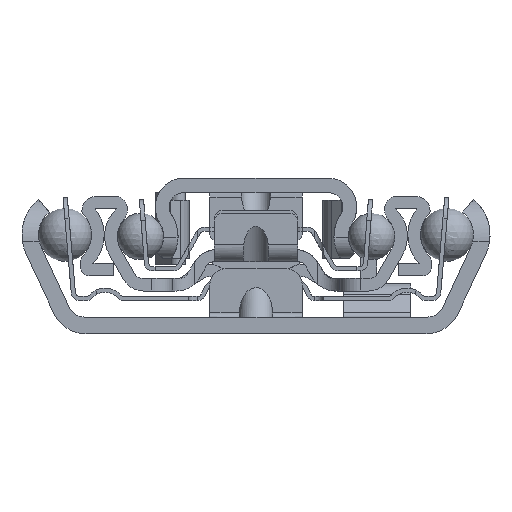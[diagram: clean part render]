
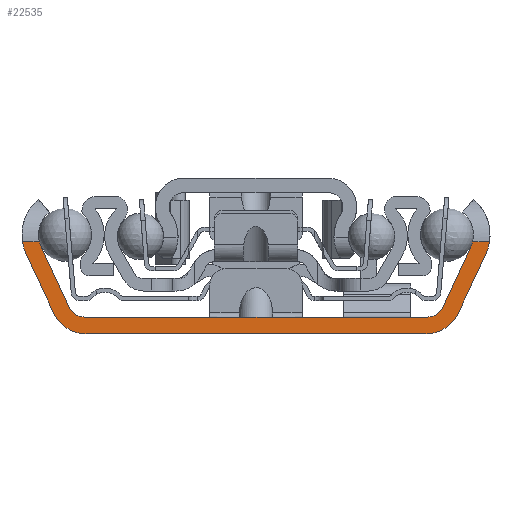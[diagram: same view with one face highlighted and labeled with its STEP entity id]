
A CAD part, left-side view. The second image highlights one B-rep face of the part: STEP entity #22535.
In plain terms, the highlighted planar face has unit normal (-1, 0, 0).
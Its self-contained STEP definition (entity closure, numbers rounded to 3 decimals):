
#397=PLANE('',#24214);
#1367=FACE_OUTER_BOUND('',#2561,.T.);
#2561=EDGE_LOOP('',(#15910,#15911,#15912,#15913,#15914,#15915,#15916,#15917,
#15918,#15919,#15920,#15921,#15922,#15923,#15924,#15925));
#3655=LINE('',#33307,#5759);
#3801=LINE('',#33768,#5905);
#3883=LINE('',#34940,#5987);
#3884=LINE('',#34955,#5988);
#3914=LINE('',#35097,#6018);
#3916=LINE('',#35104,#6020);
#3919=LINE('',#35113,#6023);
#3921=LINE('',#35120,#6025);
#5759=VECTOR('',#26320,10.);
#5905=VECTOR('',#26754,10.);
#5987=VECTOR('',#27138,10.);
#5988=VECTOR('',#27143,10.);
#6018=VECTOR('',#27253,10.);
#6020=VECTOR('',#27261,10.);
#6023=VECTOR('',#27274,10.);
#6025=VECTOR('',#27282,10.);
#7987=CIRCLE('',#24146,5.475);
#7996=CIRCLE('',#24157,3.5);
#8005=CIRCLE('',#24199,4.25);
#8006=CIRCLE('',#24202,3.5);
#8007=CIRCLE('',#24205,2.);
#8008=CIRCLE('',#24207,2.);
#8009=CIRCLE('',#24210,5.475);
#8010=CIRCLE('',#24213,4.25);
#9007=VERTEX_POINT('',#33305);
#9008=VERTEX_POINT('',#33306);
#9178=VERTEX_POINT('',#33766);
#9179=VERTEX_POINT('',#33767);
#9306=VERTEX_POINT('',#34871);
#9307=VERTEX_POINT('',#34884);
#9317=VERTEX_POINT('',#34911);
#9318=VERTEX_POINT('',#34922);
#9319=VERTEX_POINT('',#34926);
#9321=VERTEX_POINT('',#34943);
#9341=VERTEX_POINT('',#35093);
#9342=VERTEX_POINT('',#35099);
#9343=VERTEX_POINT('',#35103);
#9344=VERTEX_POINT('',#35109);
#9345=VERTEX_POINT('',#35115);
#9346=VERTEX_POINT('',#35119);
#11340=EDGE_CURVE('',#9007,#9008,#3655,.T.);
#11572=EDGE_CURVE('',#9178,#9179,#3801,.T.);
#11780=EDGE_CURVE('',#9306,#9307,#7987,.T.);
#11796=EDGE_CURVE('',#9317,#9318,#7996,.T.);
#11799=EDGE_CURVE('',#9319,#9317,#3883,.T.);
#11802=EDGE_CURVE('',#9321,#9306,#3884,.T.);
#11848=EDGE_CURVE('',#9341,#9178,#8005,.T.);
#11850=EDGE_CURVE('',#9307,#9341,#3914,.T.);
#11852=EDGE_CURVE('',#9342,#9321,#8006,.T.);
#11853=EDGE_CURVE('',#9343,#9342,#3916,.T.);
#11855=EDGE_CURVE('',#9008,#9343,#8007,.T.);
#11856=EDGE_CURVE('',#9344,#9007,#8008,.T.);
#11858=EDGE_CURVE('',#9318,#9344,#3919,.T.);
#11860=EDGE_CURVE('',#9345,#9319,#8009,.T.);
#11861=EDGE_CURVE('',#9346,#9345,#3921,.T.);
#11863=EDGE_CURVE('',#9179,#9346,#8010,.T.);
#15910=ORIENTED_EDGE('',*,*,#11802,.F.);
#15911=ORIENTED_EDGE('',*,*,#11852,.F.);
#15912=ORIENTED_EDGE('',*,*,#11853,.F.);
#15913=ORIENTED_EDGE('',*,*,#11855,.F.);
#15914=ORIENTED_EDGE('',*,*,#11340,.F.);
#15915=ORIENTED_EDGE('',*,*,#11856,.F.);
#15916=ORIENTED_EDGE('',*,*,#11858,.F.);
#15917=ORIENTED_EDGE('',*,*,#11796,.F.);
#15918=ORIENTED_EDGE('',*,*,#11799,.F.);
#15919=ORIENTED_EDGE('',*,*,#11860,.F.);
#15920=ORIENTED_EDGE('',*,*,#11861,.F.);
#15921=ORIENTED_EDGE('',*,*,#11863,.F.);
#15922=ORIENTED_EDGE('',*,*,#11572,.F.);
#15923=ORIENTED_EDGE('',*,*,#11848,.F.);
#15924=ORIENTED_EDGE('',*,*,#11850,.F.);
#15925=ORIENTED_EDGE('',*,*,#11780,.F.);
#22535=ADVANCED_FACE('',(#1367),#397,.F.);
#24146=AXIS2_PLACEMENT_3D('',#34885,#27105,#27106);
#24157=AXIS2_PLACEMENT_3D('',#34923,#27133,#27134);
#24199=AXIS2_PLACEMENT_3D('',#35094,#27248,#27249);
#24202=AXIS2_PLACEMENT_3D('',#35101,#27257,#27258);
#24205=AXIS2_PLACEMENT_3D('',#35107,#27265,#27266);
#24207=AXIS2_PLACEMENT_3D('',#35110,#27269,#27270);
#24210=AXIS2_PLACEMENT_3D('',#35117,#27278,#27279);
#24213=AXIS2_PLACEMENT_3D('',#35123,#27286,#27287);
#24214=AXIS2_PLACEMENT_3D('',#35124,#27288,#27289);
#26320=DIRECTION('',(0.,-1.,0.));
#26754=DIRECTION('',(0.,1.,0.));
#27105=DIRECTION('center_axis',(1.,0.,0.));
#27106=DIRECTION('ref_axis',(0.,-0.641,0.767));
#27133=DIRECTION('center_axis',(-1.,0.,0.));
#27134=DIRECTION('ref_axis',(0.,-0.906,0.423));
#27138=DIRECTION('',(0.,-1.,0.));
#27143=DIRECTION('',(0.,-1.,0.));
#27248=DIRECTION('center_axis',(1.,0.,0.));
#27249=DIRECTION('ref_axis',(0.,-0.906,-0.423));
#27253=DIRECTION('',(0.,0.423,-0.906));
#27257=DIRECTION('center_axis',(-1.,0.,0.));
#27258=DIRECTION('ref_axis',(0.,0.636,-0.772));
#27261=DIRECTION('',(0.,-0.423,0.906));
#27265=DIRECTION('center_axis',(-1.,0.,0.));
#27266=DIRECTION('ref_axis',(0.,0.906,0.423));
#27269=DIRECTION('center_axis',(-1.,0.,0.));
#27270=DIRECTION('ref_axis',(0.,0.,1.));
#27274=DIRECTION('',(0.,-0.423,-0.906));
#27278=DIRECTION('center_axis',(1.,0.,0.));
#27279=DIRECTION('ref_axis',(0.,0.906,-0.423));
#27282=DIRECTION('',(0.,0.423,0.906));
#27286=DIRECTION('center_axis',(1.,0.,0.));
#27287=DIRECTION('ref_axis',(0.,0.,-1.));
#27288=DIRECTION('center_axis',(1.,0.,0.));
#27289=DIRECTION('ref_axis',(0.,0.,-1.));
#33305=CARTESIAN_POINT('',(0.,20.443,2.));
#33306=CARTESIAN_POINT('',(0.,-20.443,2.));
#33307=CARTESIAN_POINT('',(0.,20.443,2.));
#33766=CARTESIAN_POINT('',(0.,-20.256,0.));
#33767=CARTESIAN_POINT('',(0.,20.256,0.));
#33768=CARTESIAN_POINT('',(0.,0.,0.));
#34871=CARTESIAN_POINT('',(0.,-27.841,11.));
#34884=CARTESIAN_POINT('',(0.,-27.387,9.486));
#34885=CARTESIAN_POINT('Origin',(0.,-22.425,11.8));
#34911=CARTESIAN_POINT('',(0.,25.832,11.));
#34922=CARTESIAN_POINT('',(0.,25.597,10.321));
#34923=CARTESIAN_POINT('Origin',(0.,22.425,11.8));
#34926=CARTESIAN_POINT('',(0.,27.841,11.));
#34940=CARTESIAN_POINT('',(0.,0.,11.));
#34943=CARTESIAN_POINT('',(0.,-25.832,11.));
#34955=CARTESIAN_POINT('',(0.,0.,11.));
#35093=CARTESIAN_POINT('',(0.,-24.108,2.454));
#35094=CARTESIAN_POINT('Origin',(0.,-20.256,4.25));
#35097=CARTESIAN_POINT('',(0.,-27.387,9.486));
#35099=CARTESIAN_POINT('',(0.,-25.597,10.321));
#35101=CARTESIAN_POINT('Origin',(0.,-22.425,11.8));
#35103=CARTESIAN_POINT('',(0.,-22.255,3.155));
#35104=CARTESIAN_POINT('',(0.,-22.255,3.155));
#35107=CARTESIAN_POINT('Origin',(0.,-20.443,4.));
#35109=CARTESIAN_POINT('',(0.,22.255,3.155));
#35110=CARTESIAN_POINT('Origin',(0.,20.443,4.));
#35113=CARTESIAN_POINT('',(0.,25.597,10.321));
#35115=CARTESIAN_POINT('',(0.,27.387,9.486));
#35117=CARTESIAN_POINT('Origin',(0.,22.425,11.8));
#35119=CARTESIAN_POINT('',(0.,24.108,2.454));
#35120=CARTESIAN_POINT('',(0.,24.108,2.454));
#35123=CARTESIAN_POINT('Origin',(0.,20.256,4.25));
#35124=CARTESIAN_POINT('Origin',(0.,0.,4.008));
